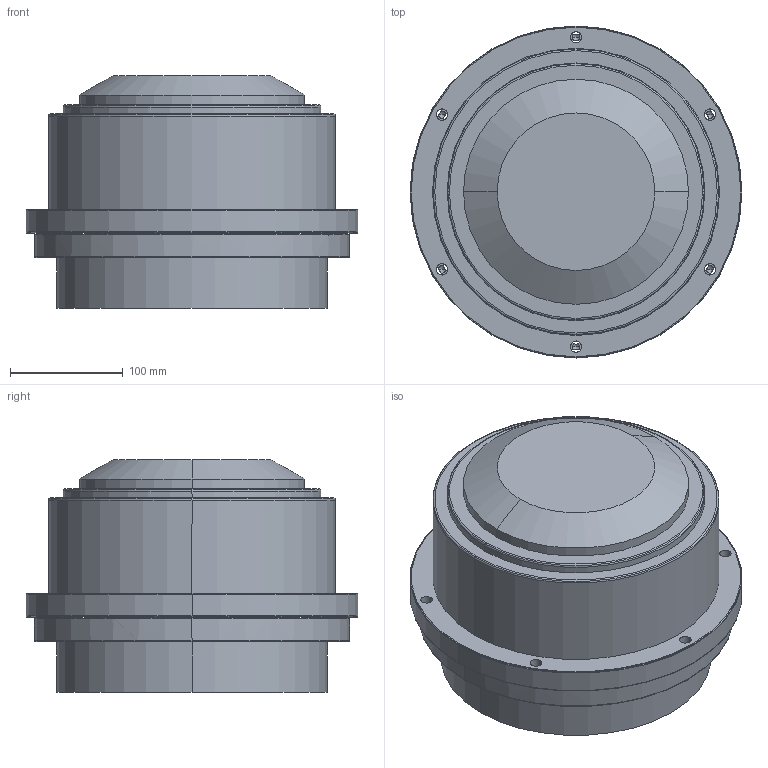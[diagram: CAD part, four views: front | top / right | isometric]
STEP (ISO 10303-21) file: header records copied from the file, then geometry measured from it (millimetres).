
FILE_DESCRIPTION((''),'2;1');
FILE_NAME('VRG255-L2','2022-06-10T14:25:48',('Administrator'),(''),'CREO PARAMETRIC BY PTC INC, 2019010','CREO PARAMETRIC BY PTC INC, 2019010','');
FILE_SCHEMA(('CONFIG_CONTROL_DESIGN'));
Length unit declared in the file: millimetre
Products named in the file (1): VRG255-L2
Bounding box: 295 x 295 x 207 mm (x, y, z)
Volume: 9602272.8 mm3; surface area: 437611.1 mm2
Topology: 1 solids, 1 shells, 134 faces, 410 edges, 253 vertices
Faces by surface type: cylinder 57, cone 43, torus 20, plane 14
Entity records: 4782 total; most frequent: CARTESIAN_POINT 1089, DIRECTION 820, ORIENTED_EDGE 756, EDGE_CURVE 378, AXIS2_PLACEMENT_3D 356, VERTEX_POINT 253, CIRCLE 222, EDGE_LOOP 165
